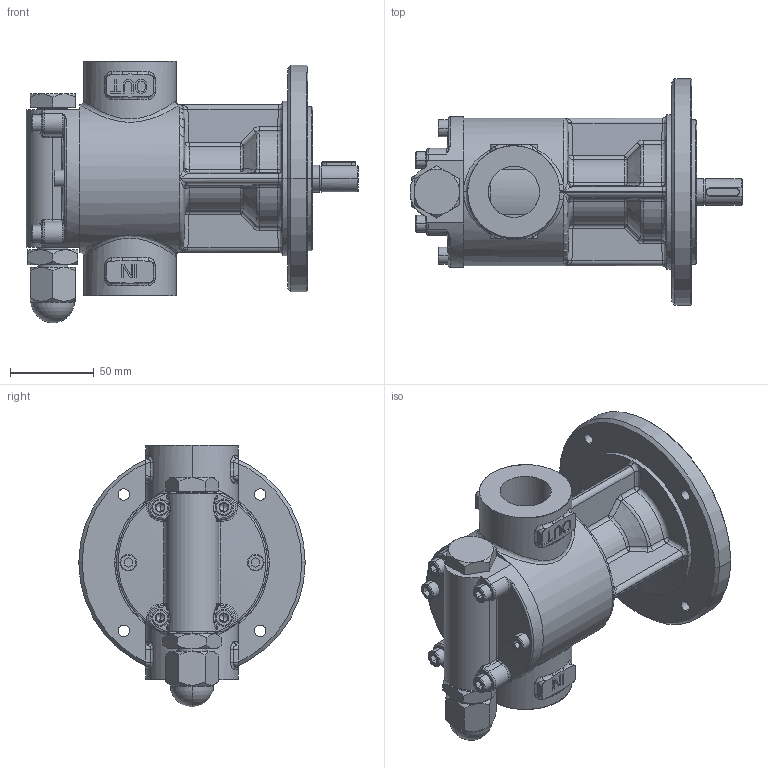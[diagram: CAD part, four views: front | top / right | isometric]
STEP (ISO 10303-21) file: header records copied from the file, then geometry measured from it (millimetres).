
FILE_DESCRIPTION((''),'2;1');
FILE_NAME('P50GB_053_SW0001','2015-03-26T',('DCASTAN'),(''),'PRO/ENGINEER BY PARAMETRIC TECHNOLOGY CORPORATION, 2008230','PRO/ENGINEER BY PARAMETRIC TECHNOLOGY CORPORATION, 2008230','');
FILE_SCHEMA(('CONFIG_CONTROL_DESIGN'));
Length unit declared in the file: millimetre
Products named in the file (1): P50GB_053_SW0001
Bounding box: 197.94 x 135 x 156 mm (x, y, z)
Volume: 953288.2 mm3; surface area: 130974.4 mm2
Topology: 1 solids, 4 shells, 974 faces, 2379 edges, 1457 vertices
Faces by surface type: plane 396, cylinder 212, bspline 170, cone 104, torus 58, sphere 34
Entity records: 41389 total; most frequent: CARTESIAN_POINT 19858, ORIENTED_EDGE 4722, DIRECTION 4089, EDGE_CURVE 2361, AXIS2_PLACEMENT_3D 1490, VERTEX_POINT 1457, VECTOR 1109, LINE 1109
